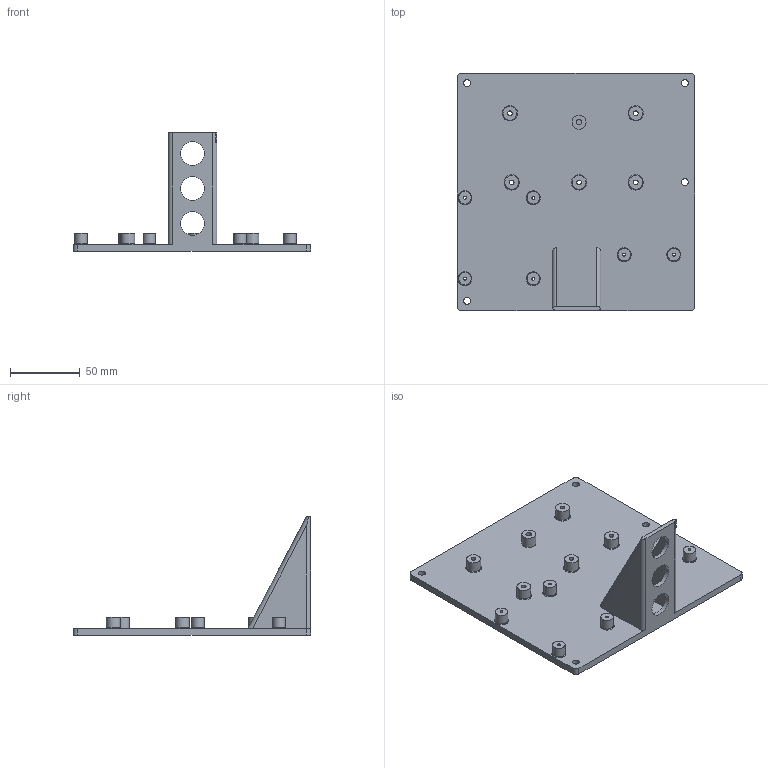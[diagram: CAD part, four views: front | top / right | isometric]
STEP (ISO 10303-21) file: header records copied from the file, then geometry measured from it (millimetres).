
FILE_DESCRIPTION(/* description */ (''),/* implementation_level */ '2;1');
FILE_NAME(/* name */ 'interface_layout v8.step',/* time_stamp */ '2024-03-26T11:11:43-07:00',/* author */ (''),/* organization */ (''),/* preprocessor_version */ 'ST-DEVELOPER v20',/* originating_system */ 'Autodesk Translation Framework v12.20.1.177',/* authorisation */ '');
FILE_SCHEMA (('AUTOMOTIVE_DESIGN { 1 0 10303 214 3 1 1 }'));
Length unit declared in the file: millimetre
Products named in the file (1): interface_layout
Bounding box: 170 x 170 x 85 mm (x, y, z)
Volume: 165786.7 mm3; surface area: 76544.3 mm2
Topology: 1 solids, 1 shells, 76 faces, 170 edges, 109 vertices
Faces by surface type: cylinder 40, plane 25, cone 11
Full cylindrical faces by diameter (mm): 2.075 x6, 3.332 x5, 4 x1, 5 x4, 9 x6, 10 x6, 17 x3
Entity records: 2277 total; most frequent: DIRECTION 415, CARTESIAN_POINT 371, ORIENTED_EDGE 340, EDGE_CURVE 170, AXIS2_PLACEMENT_3D 169, EDGE_LOOP 125, VERTEX_POINT 109, CIRCLE 86
